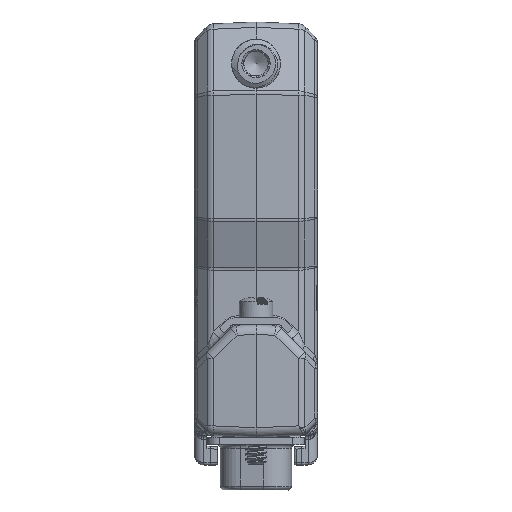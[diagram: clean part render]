
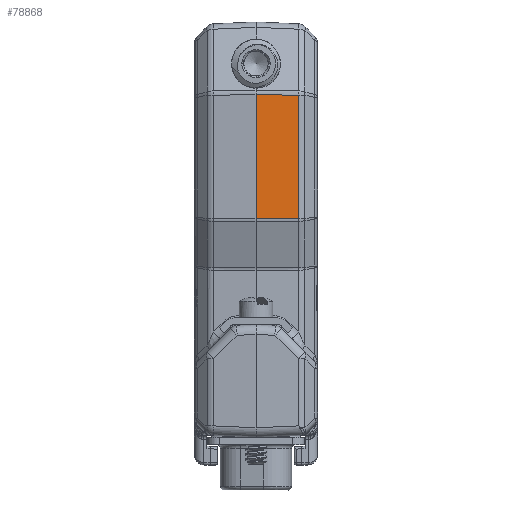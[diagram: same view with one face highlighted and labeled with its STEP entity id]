
A CAD part, left-side view. The second image highlights one B-rep face of the part: STEP entity #78868.
In plain terms, the highlighted planar face has unit normal (-0.999, -0.044, 0).
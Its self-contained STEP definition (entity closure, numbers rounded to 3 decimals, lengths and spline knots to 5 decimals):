
#1123=PLANE('',#83848);
#4976=FACE_OUTER_BOUND('',#9535,.T.);
#9535=EDGE_LOOP('',(#53448,#53449,#53450,#53451));
#17847=LINE('',#130548,#25250);
#17848=LINE('',#130552,#25251);
#17849=LINE('',#130554,#25252);
#17850=LINE('',#130555,#25253);
#25250=VECTOR('',#91656,0.3937);
#25251=VECTOR('',#91661,0.3937);
#25252=VECTOR('',#91662,0.3937);
#25253=VECTOR('',#91663,0.3937);
#33101=VERTEX_POINT('',#130545);
#33102=VERTEX_POINT('',#130547);
#33103=VERTEX_POINT('',#130551);
#33104=VERTEX_POINT('',#130553);
#40702=EDGE_CURVE('',#33101,#33102,#17847,.T.);
#40704=EDGE_CURVE('',#33103,#33101,#17848,.T.);
#40705=EDGE_CURVE('',#33104,#33103,#17849,.F.);
#40706=EDGE_CURVE('',#33102,#33104,#17850,.T.);
#53448=ORIENTED_EDGE('',*,*,#40704,.F.);
#53449=ORIENTED_EDGE('',*,*,#40705,.F.);
#53450=ORIENTED_EDGE('',*,*,#40706,.F.);
#53451=ORIENTED_EDGE('',*,*,#40702,.F.);
#78868=ADVANCED_FACE('',(#4976),#1123,.T.);
#83848=AXIS2_PLACEMENT_3D('',#130550,#91659,#91660);
#91656=DIRECTION('',(0.,0.,-1.));
#91659=DIRECTION('center_axis',(-0.999,-0.044,0.));
#91660=DIRECTION('ref_axis',(0.,0.,
1.));
#91661=DIRECTION('',(0.044,-0.999,-0.01));
#91662=DIRECTION('',(0.,0.,-1.));
#91663=DIRECTION('',(-0.044,0.999,-0.007));
#130545=CARTESIAN_POINT('',(-0.45677,0.09785,1.73908));
#130547=CARTESIAN_POINT('',(-0.45677,0.09785,1.10692));
#130548=CARTESIAN_POINT('',(-0.45677,0.09785,1.29932));
#130550=CARTESIAN_POINT('Origin',(-0.4525,0.,1.1));
#130551=CARTESIAN_POINT('',(-0.46625,0.315,1.74135));
#130552=CARTESIAN_POINT('',(-0.45236,-0.00326,1.73802));
#130553=CARTESIAN_POINT('',(-0.46625,0.315,1.10548));
#130554=CARTESIAN_POINT('',(-0.46625,0.315,1.49863));
#130555=CARTESIAN_POINT('',(-0.45246,-0.00081,1.10757));
